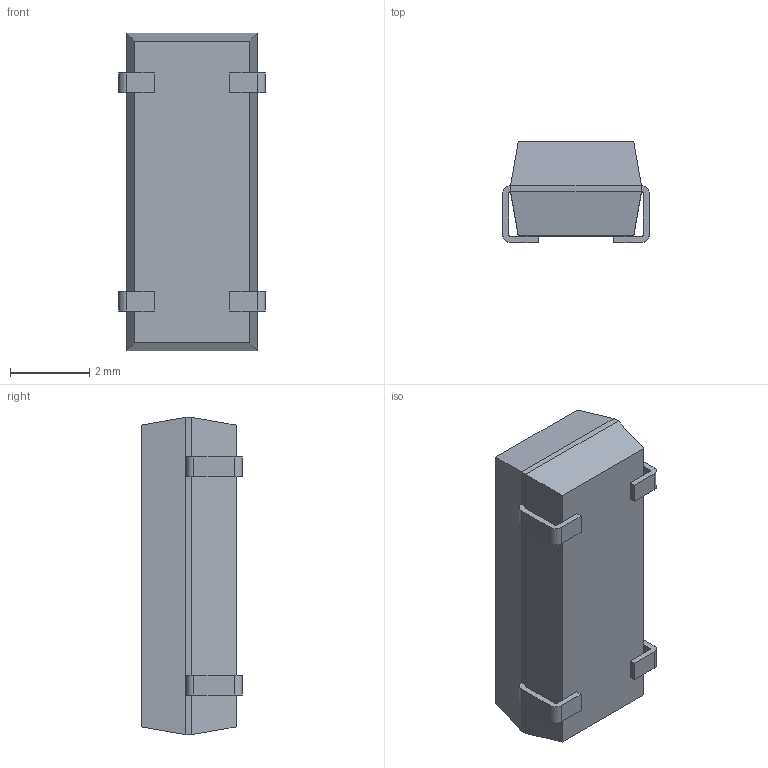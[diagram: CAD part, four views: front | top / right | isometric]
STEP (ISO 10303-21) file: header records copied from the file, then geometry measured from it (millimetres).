
FILE_DESCRIPTION (( 'STEP AP214' ), '1' );
FILE_NAME ('MC-306 40.0000K-P_ PURE SN.STEP', '2023-01-03T16:28:28', ( '' ), ( '' ), 'SwSTEP 2.0', 'SolidWorks 2021', '' );
FILE_SCHEMA (( 'AUTOMOTIVE_DESIGN' ));
Length unit declared in the file: millimetre
Products named in the file (1): MC-306 40.0000K-P_ PURE SN
Bounding box: 3.7 x 2.54 x 8 mm (x, y, z)
Volume: 58.1 mm3; surface area: 109.9 mm2
Topology: 5 solids, 5 shells, 71 faces, 172 edges, 112 vertices
Faces by surface type: plane 51, cylinder 20
Entity records: 2132 total; most frequent: CARTESIAN_POINT 356, DIRECTION 356, ORIENTED_EDGE 344, EDGE_CURVE 172, LINE 132, VECTOR 132, AXIS2_PLACEMENT_3D 112, VERTEX_POINT 112
